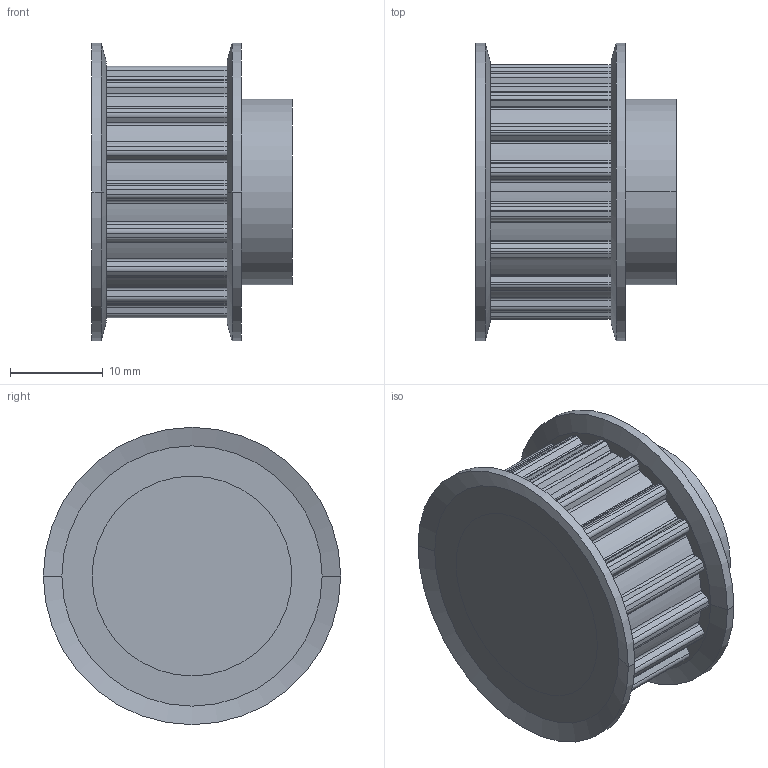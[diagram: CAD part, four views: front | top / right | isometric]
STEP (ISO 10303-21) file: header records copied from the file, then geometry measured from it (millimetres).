
FILE_DESCRIPTION(('HOOPS Exchange Step'),'2;1');
FILE_NAME('export-474365D3-3E7E-4AC2-9996-C5C944F81C0A.stp','2024-01-25T17:34:05+01:00',('Engineering'),('Alibre'),'HOOPS Exchange 2021.0','Alibre','Unknown authorisation');
FILE_SCHEMA( ('AP242_MANAGED_MODEL_BASED_3D_ENGINEERING_MIM_LF {1 0 10303 442 1 1 4 }') );
Length unit declared in the file: millimetre
Products named in the file (3): 6564-1 AT5 Pulley 21-AT5 Z=18 for 10mm wide belts BODY; 6564-2 AT5 Pulley 21-AT5 Z=18 for 10mm wide belts BODY; 6564 AT5 Pulley 21-AT5 Z=18 for 10mm wide belts
Assembly tree (3 placements, depth 2):
  6564 AT5 Pulley 21-AT5 Z=18 for 10mm wide belts
    6564-1 AT5 Pulley 21-AT5 Z=18 for 10mm wide belts BODY
    6564-2 AT5 Pulley 21-AT5 Z=18 for 10mm wide belts BODY  x2
Bounding box: 21.54 x 32 x 32 mm (x, y, z)
Volume: 10385.1 mm3; surface area: 5042 mm2
Topology: 3 solids, 3 shells, 209 faces, 592 edges, 392 vertices
Faces by surface type: cylinder 156, plane 45, cone 8
Entity records: 6801 total; most frequent: DIRECTION 1296, CARTESIAN_POINT 1160, ORIENTED_EDGE 1144, EDGE_CURVE 572, AXIS2_PLACEMENT_3D 516, VERTEX_POINT 380, CIRCLE 308, VECTOR 264
